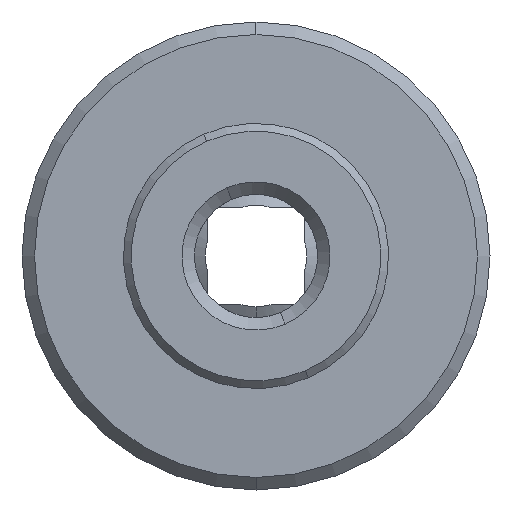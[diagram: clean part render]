
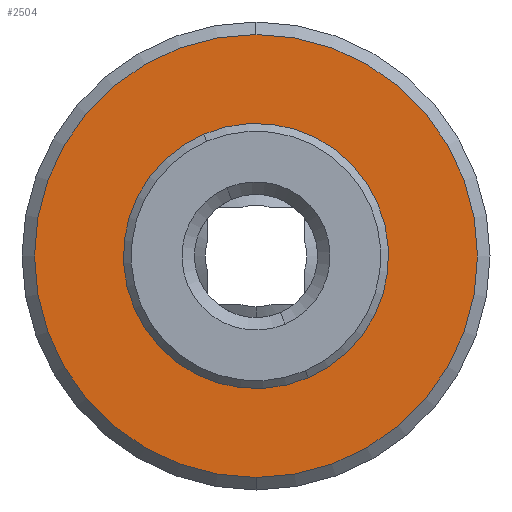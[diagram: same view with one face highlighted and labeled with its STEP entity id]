
A CAD part, left-side view. The second image highlights one B-rep face of the part: STEP entity #2504.
In plain terms, the highlighted planar face has unit normal (-1, 0, 0).
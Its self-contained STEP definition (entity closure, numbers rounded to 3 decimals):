
#105 = CARTESIAN_POINT ( 'NONE',  ( 0., 0., 7.5 ) ) ;
#558 = CARTESIAN_POINT ( 'NONE',  ( 0., 0., -7.5 ) ) ;
#737 = VERTEX_POINT ( 'NONE', #748 ) ;
#748 = CARTESIAN_POINT ( 'NONE',  ( 0., 0., 14.2 ) ) ;
#961 = CARTESIAN_POINT ( 'NONE',  ( 0., 0., 0. ) ) ;
#993 = DIRECTION ( 'NONE',  ( 1., 0., 0. ) ) ;
#1005 = DIRECTION ( 'NONE',  ( 0., 0., -1. ) ) ;
#1070 = CARTESIAN_POINT ( 'NONE',  ( 0., 0., -14.2 ) ) ;
#1222 = DIRECTION ( 'NONE',  ( 0., 0., -1. ) ) ;
#1226 = DIRECTION ( 'NONE',  ( 1., 0., 0. ) ) ;
#1228 = CARTESIAN_POINT ( 'NONE',  ( 0., 0., 0. ) ) ;
#1248 = DIRECTION ( 'NONE',  ( 0., 0., -1. ) ) ;
#1251 = DIRECTION ( 'NONE',  ( 1., 0., 0. ) ) ;
#1252 = CARTESIAN_POINT ( 'NONE',  ( 0., 0., 0. ) ) ;
#1274 = CIRCLE ( 'NONE', #1382, 14.2 ) ;
#1288 = CIRCLE ( 'NONE', #1393, 7.5 ) ;
#1352 = FACE_BOUND ( 'NONE', #1979, .T. ) ;
#1372 = FACE_OUTER_BOUND ( 'NONE', #1957, .T. ) ;
#1382 = AXIS2_PLACEMENT_3D ( 'NONE', #1228, #1226, #1222 ) ;
#1393 = AXIS2_PLACEMENT_3D ( 'NONE', #1252, #1251, #1248 ) ;
#1411 = AXIS2_PLACEMENT_3D ( 'NONE', #2367, #2288, #2287 ) ;
#1431 = CIRCLE ( 'NONE', #1481, 7.5 ) ;
#1446 = CIRCLE ( 'NONE', #1489, 14.2 ) ;
#1481 = AXIS2_PLACEMENT_3D ( 'NONE', #2200, #2166, #2209 ) ;
#1489 = AXIS2_PLACEMENT_3D ( 'NONE', #961, #993, #1005 ) ;
#1957 = EDGE_LOOP ( 'NONE', ( #2528, #2525 ) ) ;
#1979 = EDGE_LOOP ( 'NONE', ( #2543, #2532 ) ) ;
#2166 = DIRECTION ( 'NONE',  ( 1., 0., 0. ) ) ;
#2200 = CARTESIAN_POINT ( 'NONE',  ( 0., 0., 0. ) ) ;
#2209 = DIRECTION ( 'NONE',  ( 0., 0., -1. ) ) ;
#2287 = DIRECTION ( 'NONE',  ( 0., 0., 1. ) ) ;
#2288 = DIRECTION ( 'NONE',  ( -1., 0., 0. ) ) ;
#2305 = PLANE ( 'NONE',  #1411 ) ;
#2367 = CARTESIAN_POINT ( 'NONE',  ( 0., 14.2, 0. ) ) ;
#2396 = VERTEX_POINT ( 'NONE', #105 ) ;
#2412 = EDGE_CURVE ( 'NONE', #2571, #737, #1446, .T. ) ;
#2429 = EDGE_CURVE ( 'NONE', #2730, #2396, #1431, .T. ) ;
#2504 = ADVANCED_FACE ( 'NONE', ( #1352, #1372 ), #2305, .T. ) ;
#2525 = ORIENTED_EDGE ( 'NONE', *, *, #2542, .F. ) ;
#2528 = ORIENTED_EDGE ( 'NONE', *, *, #2412, .F. ) ;
#2532 = ORIENTED_EDGE ( 'NONE', *, *, #2538, .T. ) ;
#2538 = EDGE_CURVE ( 'NONE', #2396, #2730, #1288, .T. ) ;
#2542 = EDGE_CURVE ( 'NONE', #737, #2571, #1274, .T. ) ;
#2543 = ORIENTED_EDGE ( 'NONE', *, *, #2429, .T. ) ;
#2571 = VERTEX_POINT ( 'NONE', #1070 ) ;
#2730 = VERTEX_POINT ( 'NONE', #558 ) ;
